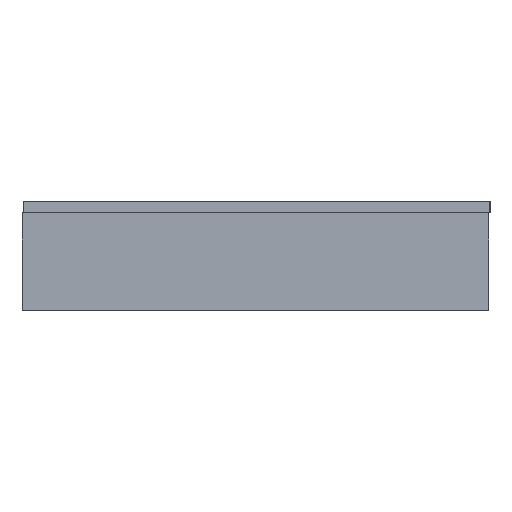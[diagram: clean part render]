
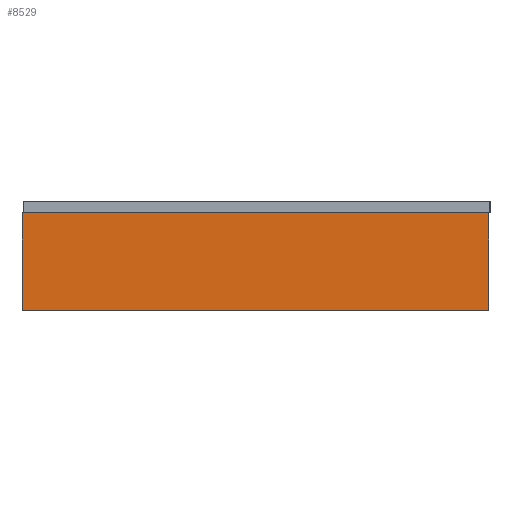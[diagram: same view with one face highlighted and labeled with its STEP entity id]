
A CAD part, left-side view. The second image highlights one B-rep face of the part: STEP entity #8529.
In plain terms, the highlighted planar face has unit normal (-1, 0, 0).
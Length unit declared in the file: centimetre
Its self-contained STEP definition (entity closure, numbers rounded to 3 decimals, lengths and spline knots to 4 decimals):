
#1325=FACE_OUTER_BOUND('',#1810,.T.);
#1810=EDGE_LOOP('',(#7568,#7569,#7570,#7571));
#2441=LINE('',#16545,#3140);
#2460=LINE('',#16596,#3159);
#2476=LINE('',#16644,#3175);
#2477=LINE('',#16645,#3176);
#3140=VECTOR('',#9665,1.);
#3159=VECTOR('',#9710,1.);
#3175=VECTOR('',#9762,1.);
#3176=VECTOR('',#9763,1.);
#3998=VERTEX_POINT('',#16542);
#3999=VERTEX_POINT('',#16544);
#4017=VERTEX_POINT('',#16593);
#4018=VERTEX_POINT('',#16595);
#5193=EDGE_CURVE('',#3998,#3999,#2441,.T.);
#5216=EDGE_CURVE('',#4017,#4018,#2460,.T.);
#5240=EDGE_CURVE('',#3998,#4018,#2476,.T.);
#5241=EDGE_CURVE('',#3999,#4017,#2477,.T.);
#7568=ORIENTED_EDGE('',*,*,#5193,.F.);
#7569=ORIENTED_EDGE('',*,*,#5240,.T.);
#7570=ORIENTED_EDGE('',*,*,#5216,.F.);
#7571=ORIENTED_EDGE('',*,*,#5241,.F.);
#8106=PLANE('',#8771);
#8529=ADVANCED_FACE('',(#1325),#8106,.T.);
#8771=AXIS2_PLACEMENT_3D('',#16643,#9760,#9761);
#9665=DIRECTION('',(0.,1.,0.));
#9710=DIRECTION('',(0.,-1.,0.));
#9760=DIRECTION('center_axis',(-1.,0.,0.));
#9761=DIRECTION('ref_axis',(0.,-1.,0.));
#9762=DIRECTION('',(0.,0.,1.));
#9763=DIRECTION('',(0.,0.,1.));
#16542=CARTESIAN_POINT('',(-3.45,-2.82,0.));
#16544=CARTESIAN_POINT('',(-3.45,3.4,0.));
#16545=CARTESIAN_POINT('',(-3.45,-2.82,0.));
#16593=CARTESIAN_POINT('',(-3.45,3.4,1.3));
#16595=CARTESIAN_POINT('',(-3.45,-2.82,1.3));
#16596=CARTESIAN_POINT('',(-3.45,-2.82,1.3));
#16643=CARTESIAN_POINT('Origin',(-3.45,3.4,0.));
#16644=CARTESIAN_POINT('',(-3.45,-2.82,0.));
#16645=CARTESIAN_POINT('',(-3.45,3.4,0.));
